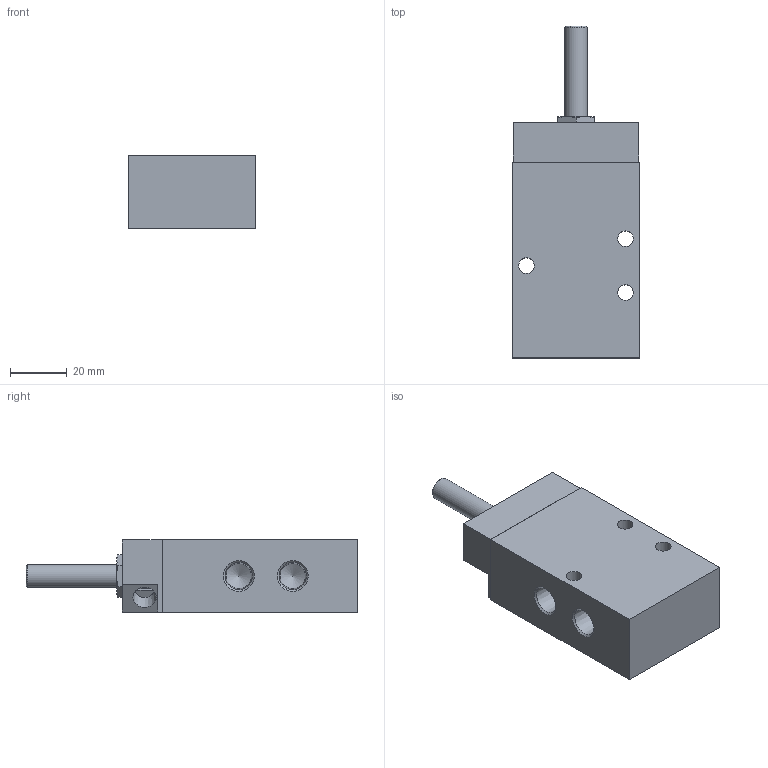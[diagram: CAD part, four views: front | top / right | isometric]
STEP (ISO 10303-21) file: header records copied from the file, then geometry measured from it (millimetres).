
FILE_DESCRIPTION(/* description */ ('STEP AP214'),/* implementation_level */ '2;1');
FILE_NAME(/* name */ '9765_MFH-5-1_8-NPT',/* time_stamp */ '2024-09-05T09:51:01+02:00',/* author */ ('License CC BY-ND 4.0'),/* organization */ ('CADENAS'),/* preprocessor_version */ 'ST-DEVELOPER v19.3',/* originating_system */ 'PARTsolutions',/* authorisation */ ' ');
FILE_SCHEMA (('AUTOMOTIVE_DESIGN {1 0 10303 214 3 1 1}'));
Length unit declared in the file: millimetre
Products named in the file (1): 9765 MFH-5-1/8-NPT
Bounding box: 45 x 117 x 26 mm (x, y, z)
Volume: 90445.9 mm3; surface area: 18609.1 mm2
Topology: 1 solids, 1 shells, 132 faces, 326 edges, 207 vertices
Faces by surface type: plane 58, cone 37, cylinder 35, torus 2
Full cylindrical faces by diameter (mm): 4.134 x1, 5.5 x3, 7 x3, 7.1 x1, 7.4 x2, 8 x1
Entity records: 3769 total; most frequent: CARTESIAN_POINT 848, ORIENTED_EDGE 568, DIRECTION 565, EDGE_CURVE 284, AXIS2_PLACEMENT_3D 220, VERTEX_POINT 203, FACE_BOUND 187, EDGE_LOOP 181
